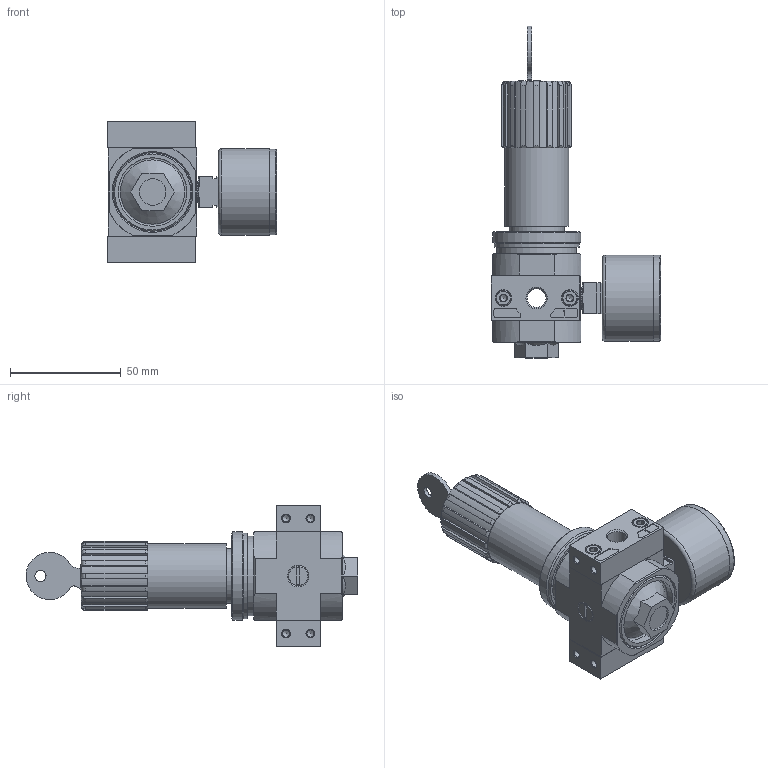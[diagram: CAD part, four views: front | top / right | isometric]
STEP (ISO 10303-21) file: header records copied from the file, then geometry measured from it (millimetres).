
FILE_DESCRIPTION(/* description */ ('STEP AP214'),/* implementation_level */ '2;1');
FILE_NAME(/* name */ '194607_LRS-1_8-D-7-I-MINI',/* time_stamp */ '2024-09-05T00:22:01+02:00',/* author */ ('License CC BY-ND 4.0'),/* organization */ ('CADENAS'),/* preprocessor_version */ 'ST-DEVELOPER v19.3',/* originating_system */ 'PARTsolutions',/* authorisation */ ' ');
FILE_SCHEMA (('AUTOMOTIVE_DESIGN {1 0 10303 214 3 1 1}'));
Length unit declared in the file: millimetre
Products named in the file (8): 194607 LRS-1/8-D-7-I-MINI; 646256 LRS-D-7-I-MINI; 8003636 PAGN-40-10-G18; 380287 PBL-1/8-D-MINI-R---(0) p1; DIN-912 - M4x16(F); 380285 PBL-1/8-D-MINI-L---(1) p1; 398011 LRVS-D-MINI; 373845 LR-MINI
Assembly tree (10 placements, depth 2):
  194607 LRS-1/8-D-7-I-MINI
    646256 LRS-D-7-I-MINI
    8003636 PAGN-40-10-G18
    380287 PBL-1/8-D-MINI-R---(0) p1
    DIN-912 - M4x16(F)  x4
    380285 PBL-1/8-D-MINI-L---(1) p1
    398011 LRVS-D-MINI
    373845 LR-MINI
Bounding box: 76.4 x 150 x 64 mm (x, y, z)
Volume: 164112.2 mm3; surface area: 40787.4 mm2
Topology: 10 solids, 10 shells, 457 faces, 1064 edges, 665 vertices
Faces by surface type: plane 224, cylinder 121, cone 88, torus 24
Full cylindrical faces by diameter (mm): 3.242 x8, 4 x4, 4.3 x1, 5.1 x1, 5.8 x1, 6.2 x1, 6.9 x1, 7 x4, 8.2 x1, 8.4 x1, 8.566 x4, 9.728 x2, 11 x1, 12 x1, 12.2 x2, 15.7 x1, 15.8 x1, 18.7 x1, 24.9 x1, 26 x1, 29 x1, 31 x1, 33.9 x1, 34.376 x1, 36 x1, 38.5 x1, 38.7 x1, 39 x1, 39.8 x1
Entity records: 12025 total; most frequent: CARTESIAN_POINT 2072, DIRECTION 1811, ORIENTED_EDGE 1588, EDGE_CURVE 794, AXIS2_PLACEMENT_3D 711, VERTEX_POINT 578, FACE_BOUND 538, EDGE_LOOP 529
